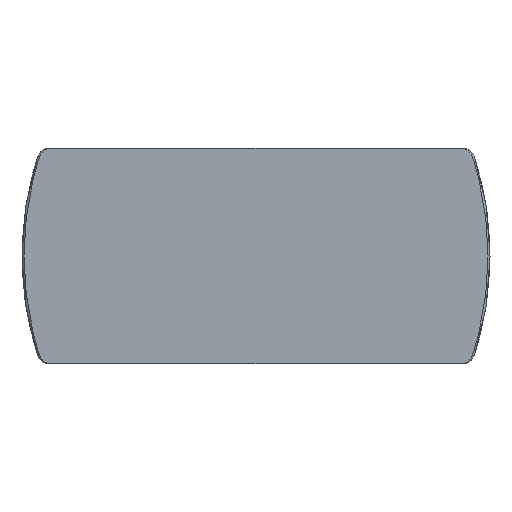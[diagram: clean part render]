
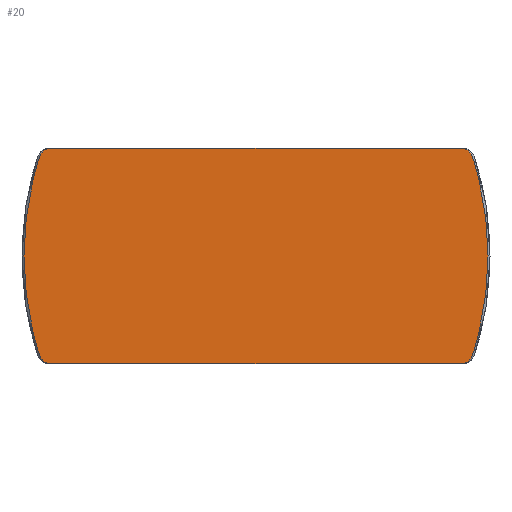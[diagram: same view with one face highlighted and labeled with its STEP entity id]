
A CAD part, top view. The second image highlights one B-rep face of the part: STEP entity #20.
In plain terms, the highlighted planar face has unit normal (0, 0, 1).
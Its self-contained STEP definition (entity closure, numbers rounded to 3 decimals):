
#20=ADVANCED_FACE($,(#40),#243,.T.);
#40=FACE_OUTER_BOUND($,#60,.T.);
#60=EDGE_LOOP($,(#87,#88,#89,#90,#91,#92));
#87=ORIENTED_EDGE($,*,*,#169,.F.);
#88=ORIENTED_EDGE($,*,*,#167,.F.);
#89=ORIENTED_EDGE($,*,*,#168,.T.);
#90=ORIENTED_EDGE($,*,*,#176,.F.);
#91=ORIENTED_EDGE($,*,*,#175,.F.);
#92=ORIENTED_EDGE($,*,*,#174,.T.);
#167=EDGE_CURVE($,#208,#205,#256,.T.);
#168=EDGE_CURVE($,#208,#207,#257,.T.);
#169=EDGE_CURVE($,#205,#209,#258,.T.);
#174=EDGE_CURVE($,#213,#209,#263,.T.);
#175=EDGE_CURVE($,#213,#212,#264,.T.);
#176=EDGE_CURVE($,#212,#207,#265,.T.);
#205=VERTEX_POINT($,#794);
#207=VERTEX_POINT($,#796);
#208=VERTEX_POINT($,#797);
#209=VERTEX_POINT($,#798);
#212=VERTEX_POINT($,#801);
#213=VERTEX_POINT($,#802);
#243=PLANE($,#383);
#256=B_SPLINE_CURVE_WITH_KNOTS($,3,(#452,#453,#454,#455,#456,#457,#458,#459,
#460,#461,#462,#463,#464,#465,#466,#467,#468,#469),.UNSPECIFIED.,.F.,.F.,
(4,2,2,2,2,2,2,2,4),(0.05,27.066,40.623,
44.006,45.697,46.543,47.389,50.796,
54.181),.UNSPECIFIED.);
#257=B_SPLINE_CURVE_WITH_KNOTS($,3,(#470,#471,#472,#473,#474,#475,#476,#477,
#478,#479,#480,#481,#482,#483,#484,#485,#486,#487),.UNSPECIFIED.,.F.,.F.,
(4,2,2,2,2,2,2,2,4),(0.05,27.066,40.623,
44.006,45.697,46.543,47.389,50.796,
54.181),.UNSPECIFIED.);
#258=B_SPLINE_CURVE_WITH_KNOTS($,1,(#488,#489),.UNSPECIFIED.,.F.,.F.,(2,
2),(903.054,1092.638),.UNSPECIFIED.);
#263=B_SPLINE_CURVE_WITH_KNOTS($,3,(#541,#542,#543,#544,#545,#546,#547,#548,
#549,#550,#551,#552,#553,#554,#555,#556,#557,#558),.UNSPECIFIED.,.F.,.F.,
(4,2,2,2,2,2,2,2,4),(0.05,27.066,40.623,
44.006,45.697,46.543,47.389,50.796,
54.181),.UNSPECIFIED.);
#264=B_SPLINE_CURVE_WITH_KNOTS($,3,(#559,#560,#561,#562,#563,#564,#565,#566,
#567,#568,#569,#570,#571,#572,#573,#574,#575,#576),.UNSPECIFIED.,.F.,.F.,
(4,2,2,2,2,2,2,2,4),(0.05,27.066,40.623,
44.006,45.697,46.543,47.389,50.796,
54.181),.UNSPECIFIED.);
#265=B_SPLINE_CURVE_WITH_KNOTS($,1,(#577,#578),.UNSPECIFIED.,.F.,.F.,(2,
2),(603.391,792.974),.UNSPECIFIED.);
#383=AXIS2_PLACEMENT_3D($,#630,#396,$);
#396=DIRECTION($,(0.,0.,1.));
#452=CARTESIAN_POINT($,(-26.786,500.,735.));
#453=CARTESIAN_POINT($,(-26.792,590.155,735.));
#454=CARTESIAN_POINT($,(-18.639,680.296,735.));
#455=CARTESIAN_POINT($,(5.639,813.496,735.));
#456=CARTESIAN_POINT($,(15.744,857.407,735.));
#457=CARTESIAN_POINT($,(30.814,911.886,735.));
#458=CARTESIAN_POINT($,(33.945,922.727,735.));
#459=CARTESIAN_POINT($,(38.853,938.93,735.));
#460=CARTESIAN_POINT($,(40.521,944.32,735.));
#461=CARTESIAN_POINT($,(43.076,952.39,735.));
#462=CARTESIAN_POINT($,(43.939,955.076,735.));
#463=CARTESIAN_POINT($,(45.706,960.439,735.));
#464=CARTESIAN_POINT($,(46.615,963.096,735.));
#465=CARTESIAN_POINT($,(52.76,975.959,735.));
#466=CARTESIAN_POINT($,(60.319,984.571,735.));
#467=CARTESIAN_POINT($,(79.583,996.77,735.));
#468=CARTESIAN_POINT($,(90.714,1000.,735.));
#469=CARTESIAN_POINT($,(102.083,1000.,735.));
#470=CARTESIAN_POINT($,(-26.786,500.,735.));
#471=CARTESIAN_POINT($,(-26.792,409.845,735.));
#472=CARTESIAN_POINT($,(-18.639,319.704,735.));
#473=CARTESIAN_POINT($,(5.639,186.504,735.));
#474=CARTESIAN_POINT($,(15.744,142.593,735.));
#475=CARTESIAN_POINT($,(30.814,88.114,735.));
#476=CARTESIAN_POINT($,(33.945,77.273,735.));
#477=CARTESIAN_POINT($,(38.853,61.07,735.));
#478=CARTESIAN_POINT($,(40.521,55.68,735.));
#479=CARTESIAN_POINT($,(43.076,47.61,735.));
#480=CARTESIAN_POINT($,(43.939,44.924,735.));
#481=CARTESIAN_POINT($,(45.706,39.561,735.));
#482=CARTESIAN_POINT($,(46.615,36.904,735.));
#483=CARTESIAN_POINT($,(52.76,24.041,735.));
#484=CARTESIAN_POINT($,(60.319,15.429,735.));
#485=CARTESIAN_POINT($,(79.583,3.23,735.));
#486=CARTESIAN_POINT($,(90.714,0.,735.));
#487=CARTESIAN_POINT($,(102.083,0.,735.));
#488=CARTESIAN_POINT($,(102.083,1000.,735.));
#489=CARTESIAN_POINT($,(1997.917,1000.,735.));
#541=CARTESIAN_POINT($,(2126.786,500.,735.));
#542=CARTESIAN_POINT($,(2126.792,590.155,735.));
#543=CARTESIAN_POINT($,(2118.639,680.296,735.));
#544=CARTESIAN_POINT($,(2094.361,813.496,735.));
#545=CARTESIAN_POINT($,(2084.256,857.407,735.));
#546=CARTESIAN_POINT($,(2069.186,911.886,735.));
#547=CARTESIAN_POINT($,(2066.055,922.727,735.));
#548=CARTESIAN_POINT($,(2061.147,938.93,735.));
#549=CARTESIAN_POINT($,(2059.479,944.32,735.));
#550=CARTESIAN_POINT($,(2056.924,952.39,735.));
#551=CARTESIAN_POINT($,(2056.061,955.076,735.));
#552=CARTESIAN_POINT($,(2054.294,960.439,735.));
#553=CARTESIAN_POINT($,(2053.385,963.096,735.));
#554=CARTESIAN_POINT($,(2047.24,975.959,735.));
#555=CARTESIAN_POINT($,(2039.681,984.571,735.));
#556=CARTESIAN_POINT($,(2020.417,996.77,735.));
#557=CARTESIAN_POINT($,(2009.286,1000.,735.));
#558=CARTESIAN_POINT($,(1997.917,1000.,735.));
#559=CARTESIAN_POINT($,(2126.786,500.,735.));
#560=CARTESIAN_POINT($,(2126.792,409.845,735.));
#561=CARTESIAN_POINT($,(2118.639,319.704,735.));
#562=CARTESIAN_POINT($,(2094.361,186.504,735.));
#563=CARTESIAN_POINT($,(2084.256,142.593,735.));
#564=CARTESIAN_POINT($,(2069.186,88.114,735.));
#565=CARTESIAN_POINT($,(2066.055,77.273,735.));
#566=CARTESIAN_POINT($,(2061.147,61.07,735.));
#567=CARTESIAN_POINT($,(2059.479,55.68,735.));
#568=CARTESIAN_POINT($,(2056.924,47.61,735.));
#569=CARTESIAN_POINT($,(2056.061,44.924,735.));
#570=CARTESIAN_POINT($,(2054.294,39.561,735.));
#571=CARTESIAN_POINT($,(2053.385,36.904,735.));
#572=CARTESIAN_POINT($,(2047.24,24.041,735.));
#573=CARTESIAN_POINT($,(2039.681,15.429,735.));
#574=CARTESIAN_POINT($,(2020.417,3.23,735.));
#575=CARTESIAN_POINT($,(2009.286,0.,735.));
#576=CARTESIAN_POINT($,(1997.917,0.,735.));
#577=CARTESIAN_POINT($,(1997.917,0.,735.));
#578=CARTESIAN_POINT($,(102.083,0.,735.));
#630=CARTESIAN_POINT($,(-48.322,1000.,735.));
#794=CARTESIAN_POINT($,(102.083,1000.,735.));
#796=CARTESIAN_POINT($,(102.083,0.,735.));
#797=CARTESIAN_POINT($,(-26.786,500.,735.));
#798=CARTESIAN_POINT($,(1997.917,1000.,735.));
#801=CARTESIAN_POINT($,(1997.917,0.,735.));
#802=CARTESIAN_POINT($,(2126.786,500.,735.));
